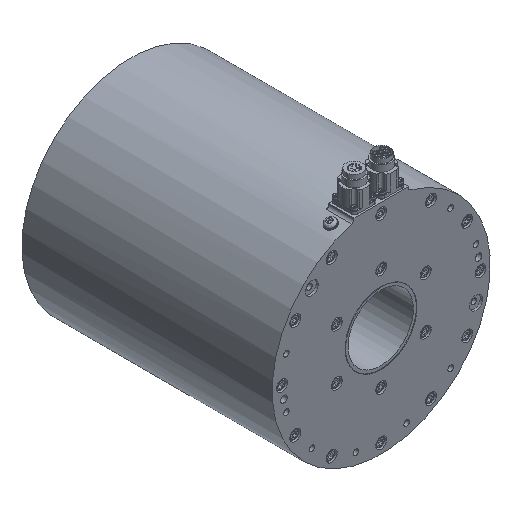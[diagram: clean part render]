
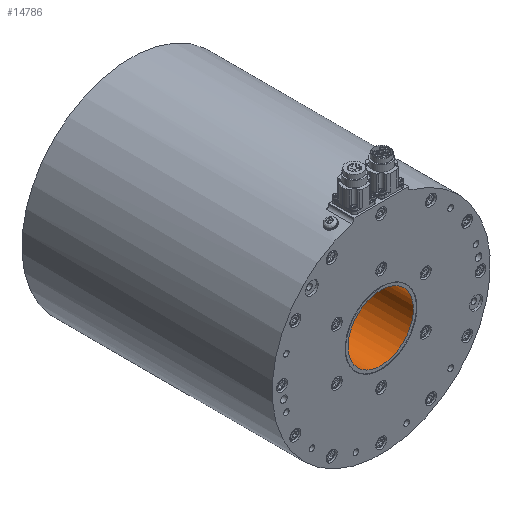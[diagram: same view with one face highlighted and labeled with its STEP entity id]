
A CAD part, isometric view. The second image highlights one B-rep face of the part: STEP entity #14786.
In plain terms, the highlighted cylindrical face has radius 30 mm (diameter 60 mm), a full revolution.
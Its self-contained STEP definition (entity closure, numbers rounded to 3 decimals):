
#5428 = CARTESIAN_POINT ( 'NONE',  ( 21.213, 0.5, -21.213 ) ) ;
#6170 = CYLINDRICAL_SURFACE ( 'NONE', #11220, 30. ) ;
#6205 = DIRECTION ( 'NONE',  ( 0., 1., 0. ) ) ;
#6238 = FACE_OUTER_BOUND ( 'NONE', #14025, .T. ) ;
#6344 = CARTESIAN_POINT ( 'NONE',  ( 0., 192.313, 0. ) ) ;
#6379 = FACE_OUTER_BOUND ( 'NONE', #18534, .T. ) ;
#6444 = DIRECTION ( 'NONE',  ( 0.707, 0., 0.707 ) ) ;
#11220 = AXIS2_PLACEMENT_3D ( 'NONE', #6344, #6205, #6444 ) ;
#11275 = ORIENTED_EDGE ( 'NONE', *, *, #14126, .T. ) ;
#11529 = CIRCLE ( 'NONE', #17319, 30. ) ;
#11615 = CIRCLE ( 'NONE', #21227, 30. ) ;
#12293 = VERTEX_POINT ( 'NONE', #5428 ) ;
#14025 = EDGE_LOOP ( 'NONE', ( #24533 ) ) ;
#14092 = EDGE_CURVE ( 'NONE', #20922, #20922, #11615, .T. ) ;
#14126 = EDGE_CURVE ( 'NONE', #12293, #12293, #11529, .T. ) ;
#14786 = ADVANCED_FACE ( 'NONE', ( #6379, #6238 ), #6170, .F. ) ;
#17319 = AXIS2_PLACEMENT_3D ( 'NONE', #17486, #17480, #17456 ) ;
#17456 = DIRECTION ( 'NONE',  ( 0.707, 0., -0.707 ) ) ;
#17480 = DIRECTION ( 'NONE',  ( 0., -1., 0. ) ) ;
#17486 = CARTESIAN_POINT ( 'NONE',  ( 0., 0.5, 0. ) ) ;
#17832 = CARTESIAN_POINT ( 'NONE',  ( 21.213, 230., 21.213 ) ) ;
#17940 = DIRECTION ( 'NONE',  ( 0.707, 0., 0.707 ) ) ;
#17968 = DIRECTION ( 'NONE',  ( 0., 1., 0. ) ) ;
#17975 = CARTESIAN_POINT ( 'NONE',  ( 0., 230., 0. ) ) ;
#18534 = EDGE_LOOP ( 'NONE', ( #11275 ) ) ;
#20922 = VERTEX_POINT ( 'NONE', #17832 ) ;
#21227 = AXIS2_PLACEMENT_3D ( 'NONE', #17975, #17968, #17940 ) ;
#24533 = ORIENTED_EDGE ( 'NONE', *, *, #14092, .T. ) ;
